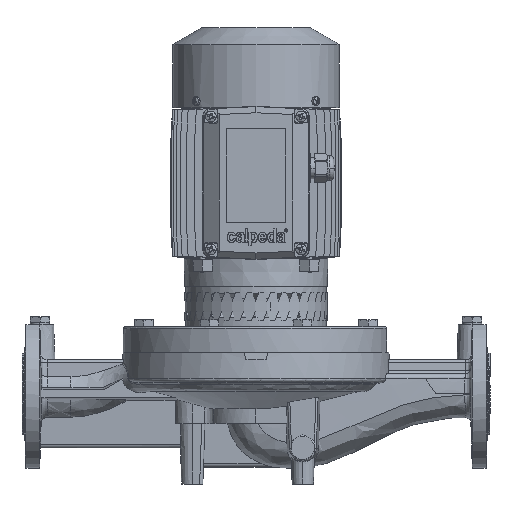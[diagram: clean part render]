
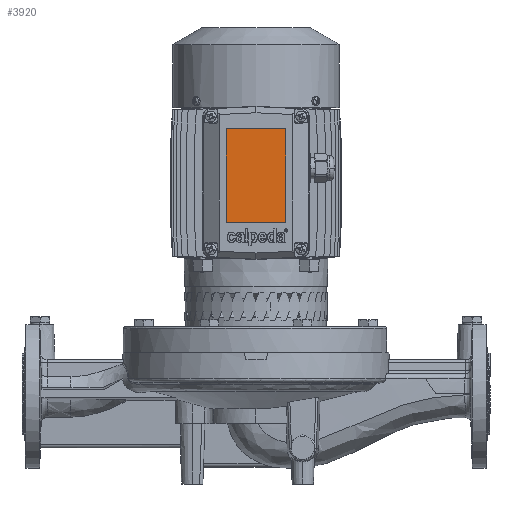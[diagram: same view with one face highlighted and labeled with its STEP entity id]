
A CAD part, top view. The second image highlights one B-rep face of the part: STEP entity #3920.
In plain terms, the highlighted face is planar.
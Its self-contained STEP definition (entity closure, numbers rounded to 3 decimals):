
#151 = ORIENTED_EDGE ( 'NONE', *, *, #68144, .F. ) ;
#3920 = ADVANCED_FACE ( 'NONE', ( #94545 ), #79459, .T. ) ;
#4545 = LINE ( 'NONE', #123115, #23288 ) ;
#7394 = CIRCLE ( 'NONE', #96286, 1. ) ;
#9076 = CIRCLE ( 'NONE', #82757, 1. ) ;
#13433 = CARTESIAN_POINT ( 'NONE',  ( 27., 127., 121.862 ) ) ;
#14005 = DIRECTION ( 'NONE',  ( 0., 0., 1. ) ) ;
#14701 = VERTEX_POINT ( 'NONE', #90657 ) ;
#14819 = ORIENTED_EDGE ( 'NONE', *, *, #72440, .F. ) ;
#16481 = DIRECTION ( 'NONE',  ( 1., 0., 0. ) ) ;
#17392 = ORIENTED_EDGE ( 'NONE', *, *, #94462, .T. ) ;
#20404 = VERTEX_POINT ( 'NONE', #94480 ) ;
#21813 = EDGE_LOOP ( 'NONE', ( #84396, #104590, #56933, #37448, #17392, #14819, #71013, #151 ) ) ;
#23288 = VECTOR ( 'NONE', #16481, 1000. ) ;
#24655 = LINE ( 'NONE', #46183, #27545 ) ;
#26700 = LINE ( 'NONE', #39416, #103608 ) ;
#27545 = VECTOR ( 'NONE', #61269, 1000. ) ;
#31036 = EDGE_CURVE ( 'NONE', #111013, #42728, #7394, .T. ) ;
#37448 = ORIENTED_EDGE ( 'NONE', *, *, #118402, .F. ) ;
#39416 = CARTESIAN_POINT ( 'NONE',  ( 28., 127., 122.862 ) ) ;
#42728 = VERTEX_POINT ( 'NONE', #81408 ) ;
#44207 = VERTEX_POINT ( 'NONE', #131317 ) ;
#46183 = CARTESIAN_POINT ( 'NONE',  ( -28., 127., 208.862 ) ) ;
#47936 = DIRECTION ( 'NONE',  ( 0., 1., 0. ) ) ;
#56933 = ORIENTED_EDGE ( 'NONE', *, *, #85894, .T. ) ;
#61269 = DIRECTION ( 'NONE',  ( 0., 0., -1. ) ) ;
#68144 = EDGE_CURVE ( 'NONE', #14701, #42728, #152896, .T. ) ;
#71013 = ORIENTED_EDGE ( 'NONE', *, *, #31036, .T. ) ;
#72440 = EDGE_CURVE ( 'NONE', #111013, #44207, #24655, .T. ) ;
#75503 = EDGE_CURVE ( 'NONE', #116257, #83259, #26700, .T. ) ;
#79459 = PLANE ( 'NONE',  #81189 ) ;
#79617 = AXIS2_PLACEMENT_3D ( 'NONE', #131003, #81711, #130224 ) ;
#81189 = AXIS2_PLACEMENT_3D ( 'NONE', #106468, #131127, #143093 ) ;
#81408 = CARTESIAN_POINT ( 'NONE',  ( -27., 127., 209.862 ) ) ;
#81711 = DIRECTION ( 'NONE',  ( 0., 1., 0. ) ) ;
#82757 = AXIS2_PLACEMENT_3D ( 'NONE', #109085, #87586, #85220 ) ;
#83259 = VERTEX_POINT ( 'NONE', #111099 ) ;
#83526 = CARTESIAN_POINT ( 'NONE',  ( -27., 127., 208.862 ) ) ;
#84396 = ORIENTED_EDGE ( 'NONE', *, *, #122928, .T. ) ;
#85220 = DIRECTION ( 'NONE',  ( 0., 0., 1. ) ) ;
#85894 = EDGE_CURVE ( 'NONE', #116257, #145545, #122564, .T. ) ;
#87586 = DIRECTION ( 'NONE',  ( 0., 1., 0. ) ) ;
#89823 = CARTESIAN_POINT ( 'NONE',  ( 28., 127., 122.862 ) ) ;
#90657 = CARTESIAN_POINT ( 'NONE',  ( 27., 127., 209.862 ) ) ;
#94462 = EDGE_CURVE ( 'NONE', #20404, #44207, #9076, .T. ) ;
#94480 = CARTESIAN_POINT ( 'NONE',  ( -27., 127., 121.862 ) ) ;
#94545 = FACE_OUTER_BOUND ( 'NONE', #21813, .T. ) ;
#94699 = CARTESIAN_POINT ( 'NONE',  ( -27., 127., 209.862 ) ) ;
#96286 = AXIS2_PLACEMENT_3D ( 'NONE', #83526, #121676, #132042 ) ;
#96476 = DIRECTION ( 'NONE',  ( 0., 0., 1. ) ) ;
#103608 = VECTOR ( 'NONE', #14005, 1000. ) ;
#104590 = ORIENTED_EDGE ( 'NONE', *, *, #75503, .F. ) ;
#106468 = CARTESIAN_POINT ( 'NONE',  ( 28.011, 127., 209.873 ) ) ;
#109085 = CARTESIAN_POINT ( 'NONE',  ( -27., 127., 122.862 ) ) ;
#111013 = VERTEX_POINT ( 'NONE', #142491 ) ;
#111099 = CARTESIAN_POINT ( 'NONE',  ( 28., 127., 208.862 ) ) ;
#116257 = VERTEX_POINT ( 'NONE', #89823 ) ;
#118402 = EDGE_CURVE ( 'NONE', #20404, #145545, #4545, .T. ) ;
#121676 = DIRECTION ( 'NONE',  ( 0., 1., 0. ) ) ;
#122564 = CIRCLE ( 'NONE', #140323, 1. ) ;
#122928 = EDGE_CURVE ( 'NONE', #14701, #83259, #155884, .T. ) ;
#123115 = CARTESIAN_POINT ( 'NONE',  ( 27., 127., 121.862 ) ) ;
#130224 = DIRECTION ( 'NONE',  ( 0., 0., 1. ) ) ;
#131003 = CARTESIAN_POINT ( 'NONE',  ( 27., 127., 208.862 ) ) ;
#131127 = DIRECTION ( 'NONE',  ( 0., 1., 0. ) ) ;
#131317 = CARTESIAN_POINT ( 'NONE',  ( -28., 127., 122.862 ) ) ;
#132042 = DIRECTION ( 'NONE',  ( 0., 0., 1. ) ) ;
#133842 = VECTOR ( 'NONE', #143253, 1000. ) ;
#140323 = AXIS2_PLACEMENT_3D ( 'NONE', #156995, #47936, #96476 ) ;
#142491 = CARTESIAN_POINT ( 'NONE',  ( -28., 127., 208.862 ) ) ;
#143093 = DIRECTION ( 'NONE',  ( 0., 0., 1. ) ) ;
#143253 = DIRECTION ( 'NONE',  ( -1., 0., 0. ) ) ;
#145545 = VERTEX_POINT ( 'NONE', #13433 ) ;
#152896 = LINE ( 'NONE', #94699, #133842 ) ;
#155884 = CIRCLE ( 'NONE', #79617, 1. ) ;
#156995 = CARTESIAN_POINT ( 'NONE',  ( 27., 127., 122.862 ) ) ;
